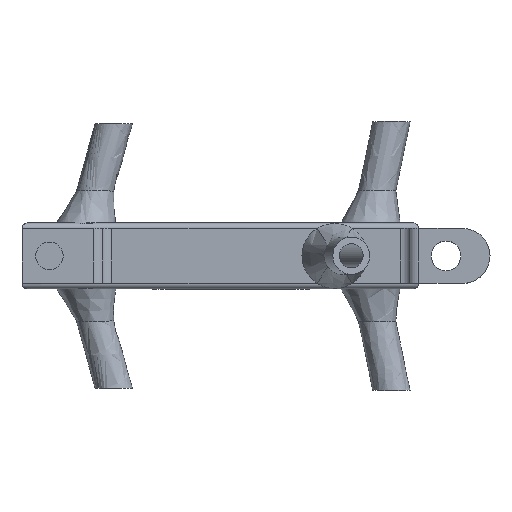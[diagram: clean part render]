
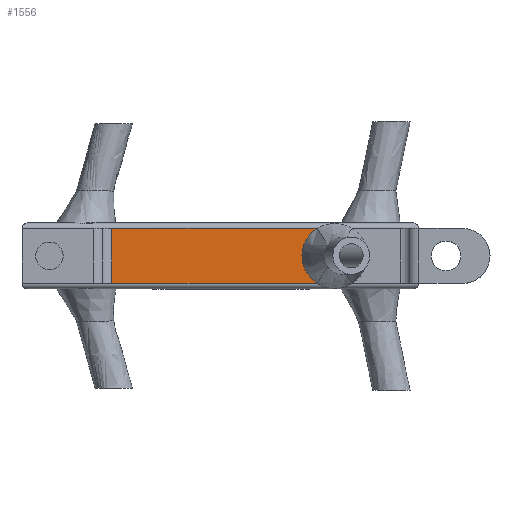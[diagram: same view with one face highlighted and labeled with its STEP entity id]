
A CAD part, top view. The second image highlights one B-rep face of the part: STEP entity #1556.
In plain terms, the highlighted planar face has unit normal (0, 0, 1).
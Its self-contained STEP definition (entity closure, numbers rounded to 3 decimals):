
#68=PLANE('',#1674);
#87=LINE('',#2265,#191);
#143=LINE('',#2639,#247);
#144=LINE('',#2641,#248);
#191=VECTOR('',#1789,10.);
#247=VECTOR('',#1925,10.);
#248=VECTOR('',#1928,10.);
#425=FACE_OUTER_BOUND('',#523,.T.);
#523=EDGE_LOOP('',(#1190,#1191,#1192,#1193));
#604=B_SPLINE_CURVE_WITH_KNOTS('',3,(#2559,#2560,#2561,#2562,#2563,#2564,
#2565),.UNSPECIFIED.,.F.,.F.,(4,1,1,1,4),(-1.008,-0.432,
-0.144,0.432,1.008),.UNSPECIFIED.);
#657=VERTEX_POINT('',#2261);
#659=VERTEX_POINT('',#2264);
#705=VERTEX_POINT('',#2511);
#707=VERTEX_POINT('',#2558);
#807=EDGE_CURVE('',#657,#659,#87,.T.);
#879=EDGE_CURVE('',#705,#707,#604,.T.);
#889=EDGE_CURVE('',#659,#705,#143,.T.);
#890=EDGE_CURVE('',#707,#657,#144,.T.);
#1190=ORIENTED_EDGE('',*,*,#807,.F.);
#1191=ORIENTED_EDGE('',*,*,#890,.F.);
#1192=ORIENTED_EDGE('',*,*,#879,.F.);
#1193=ORIENTED_EDGE('',*,*,#889,.F.);
#1556=ADVANCED_FACE('',(#425),#68,.T.);
#1674=AXIS2_PLACEMENT_3D('',#2640,#1926,#1927);
#1789=DIRECTION('',(0.,1.,0.));
#1925=DIRECTION('',(1.,0.,0.));
#1926=DIRECTION('center_axis',(0.,0.,1.));
#1927=DIRECTION('ref_axis',(1.,0.,0.));
#1928=DIRECTION('',(-1.,0.,0.));
#2261=CARTESIAN_POINT('',(1151.966,-5.,14.119));
#2264=CARTESIAN_POINT('',(1151.966,5.,14.119));
#2265=CARTESIAN_POINT('',(1151.966,-2.5,14.119));
#2511=CARTESIAN_POINT('',(1189.378,5.,14.119));
#2558=CARTESIAN_POINT('',(1189.378,-5.,14.119));
#2559=CARTESIAN_POINT('Ctrl Pts',(1189.378,5.,14.119));
#2560=CARTESIAN_POINT('Ctrl Pts',(1188.412,4.4,14.119));
#2561=CARTESIAN_POINT('Ctrl Pts',(1187.232,3.072,14.119));
#2562=CARTESIAN_POINT('Ctrl Pts',(1186.398,0.312,14.119));
#2563=CARTESIAN_POINT('Ctrl Pts',(1186.83,-2.629,14.119));
#2564=CARTESIAN_POINT('Ctrl Pts',(1188.412,-4.4,14.119));
#2565=CARTESIAN_POINT('Ctrl Pts',(1189.378,-5.,14.119));
#2639=CARTESIAN_POINT('',(1153.666,5.,14.119));
#2640=CARTESIAN_POINT('Origin',(1135.616,0.,14.119));
#2641=CARTESIAN_POINT('',(1153.666,-5.,14.119));
